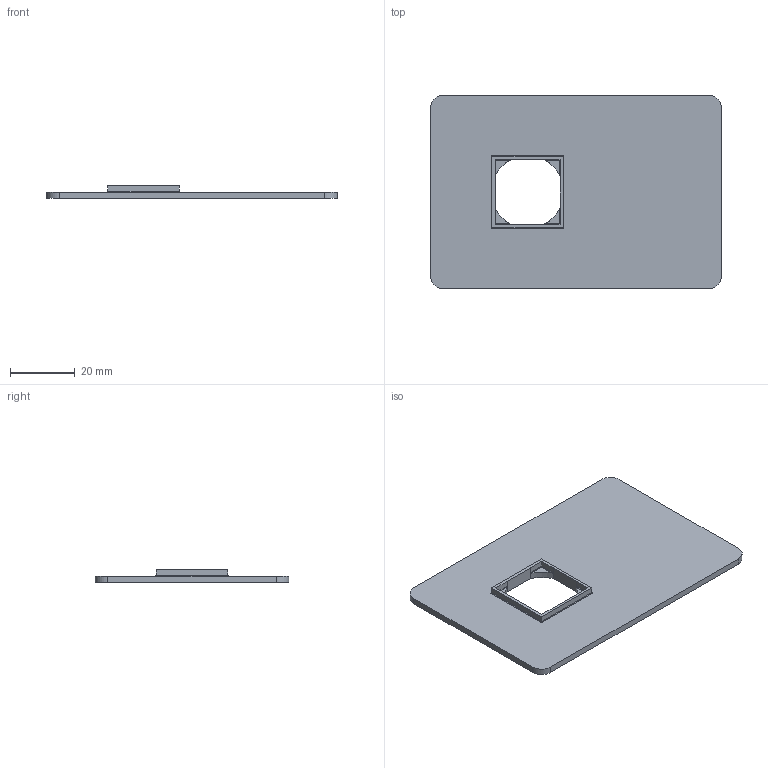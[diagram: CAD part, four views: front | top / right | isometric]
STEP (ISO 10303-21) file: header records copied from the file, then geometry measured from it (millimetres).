
FILE_DESCRIPTION (( 'STEP AP214' ), '1' );
FILE_NAME ('133244850113_HANDLE HOLDER - SUPPORT POIGNEE.STEP', '2024-08-07T12:07:51', ( '' ), ( '' ), 'SwSTEP 2.0', 'SolidWorks 2023', '' );
FILE_SCHEMA (( 'AUTOMOTIVE_DESIGN' ));
Length unit declared in the file: millimetre
Products named in the file (1): 133244850113_HANDLE HOLDER - SUPPORT POIGNEE
Bounding box: 90 x 60 x 4 mm (x, y, z)
Volume: 10203.8 mm3; surface area: 11093.3 mm2
Topology: 1 solids, 1 shells, 47 faces, 124 edges, 80 vertices
Faces by surface type: plane 27, cylinder 20
Entity records: 1505 total; most frequent: CARTESIAN_POINT 332, ORIENTED_EDGE 248, DIRECTION 228, EDGE_CURVE 124, VECTOR 84, LINE 84, VERTEX_POINT 80, AXIS2_PLACEMENT_3D 72
